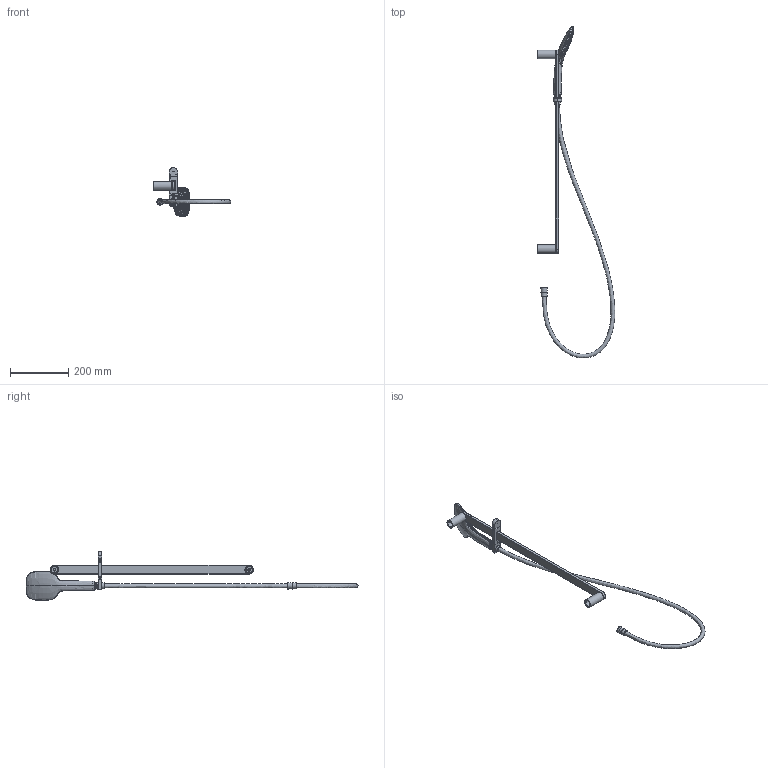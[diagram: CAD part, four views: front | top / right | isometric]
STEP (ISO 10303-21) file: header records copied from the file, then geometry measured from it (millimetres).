
FILE_DESCRIPTION (( 'STEP AP203' ), '1' );
FILE_NAME ('99HP10606.STEP', '2025-01-10T13:06:58', ( '' ), ( '' ), 'SwSTEP 2.0', 'SolidWorks 2021', '' );
FILE_SCHEMA (( 'CONFIG_CONTROL_DESIGN' ));
Length unit declared in the file: millimetre
Products named in the file (1): 99HP10606
Bounding box: 266.42 x 1142.59 x 167.33 mm (x, y, z)
Volume: 566053.6 mm3; surface area: 287182.5 mm2
Topology: 17 solids, 18 shells, 3044 faces, 8469 edges, 5516 vertices
Faces by surface type: bspline 1810, cylinder 506, plane 436, cone 243, sphere 32, torus 17
Full cylindrical faces by diameter (mm): 1.7 x2, 2 x1, 3 x1, 3.1 x50, 3.3 x1, 3.6 x50, 4 x2, 4.2 x5, 4.4 x50, 4.5 x1, 5 x7, 5.6 x1, 6 x1, 6.8 x2, 7 x1, 8 x1, 8.3 x1, 8.5 x1, 9 x2, 9.5 x2, 10 x1, 10.5 x1, 11 x1, 11.1 x1, 12 x1, 18.6 x4, 18.968 x1, 21.268 x1, 22.2 x2, 29.5 x2
Entity records: 334352 total; most frequent: CARTESIAN_POINT 278980, ORIENTED_EDGE 15294, EDGE_CURVE 7647, B_SPLINE_CURVE_WITH_KNOTS 5737, VERTEX_POINT 5218, DIRECTION 4464, EDGE_LOOP 3885, FACE_OUTER_BOUND 3298
